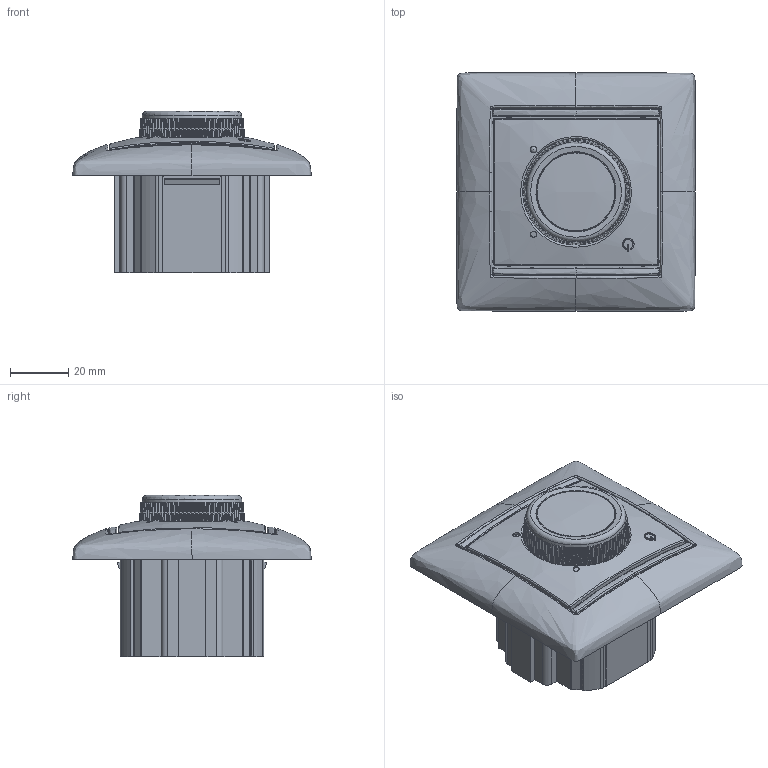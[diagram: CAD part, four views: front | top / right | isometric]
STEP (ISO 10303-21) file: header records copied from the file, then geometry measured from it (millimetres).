
FILE_DESCRIPTION(('STEP AP203'), '1');
FILE_NAME('770091', '2025-05-28T10:47:19', ('lkeadmin'), ('DC1INFRASCCM01'), 'C3D Converter', 'C3D Toolkit', '');
FILE_SCHEMA(('CONFIG_CONTROL_DESIGN'));
Length unit declared in the file: millimetre
Products named in the file (1): БЕИВ.643139.008
Bounding box: 82 x 82 x 55.63 mm (x, y, z)
Volume: 217.9 mm3; surface area: 26803.6 mm2
Topology: 8 solids, 9 shells, 727 faces, 1976 edges, 1272 vertices
Faces by surface type: bspline 356, plane 206, cone 89, cylinder 38, extrusion 22, sphere 9, torus 7
Full cylindrical faces by diameter (mm): 2.3 x1, 3.5 x1, 27 x1
Entity records: 63815 total; most frequent: CARTESIAN_POINT 49331, ORIENTED_EDGE 3906, EDGE_CURVE 1954, DIRECTION 1486, B_SPLINE_CURVE_WITH_KNOTS 1399, VERTEX_POINT 1268, EDGE_LOOP 756, FACE_BOUND 740
